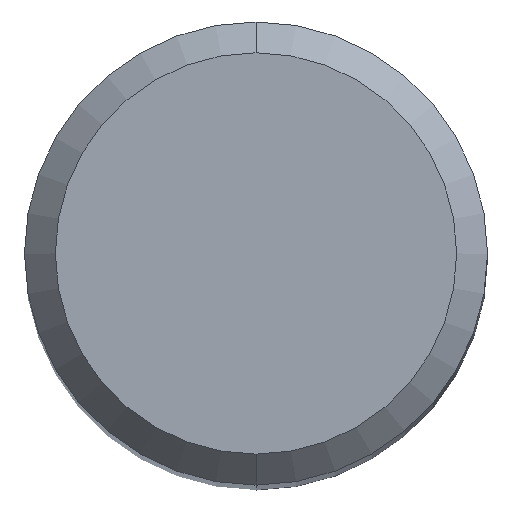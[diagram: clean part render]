
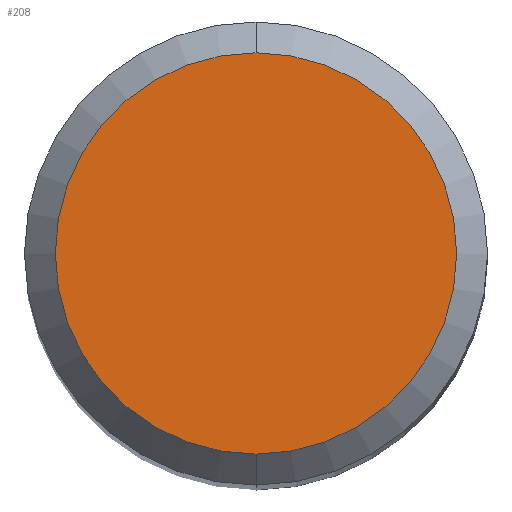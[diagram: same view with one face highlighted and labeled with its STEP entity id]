
A CAD part, top view. The second image highlights one B-rep face of the part: STEP entity #208.
In plain terms, the highlighted planar face has unit normal (0, 0, 1).
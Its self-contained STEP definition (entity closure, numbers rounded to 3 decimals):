
#134=VERTEX_POINT('',#302);
#204=EDGE_CURVE('',#134,#236,#382,.T.);
#208=ADVANCED_FACE('',(#386),#387,.T.);
#216=EDGE_CURVE('',#236,#134,#395,.T.);
#236=VERTEX_POINT('',#416);
#302=CARTESIAN_POINT('',(0.0,2.6,0.0));
#382=CIRCLE('',#588,2.6);
#386=FACE_OUTER_BOUND('',#591,.T.);
#387=PLANE('',#592);
#395=CIRCLE('',#604,2.6);
#416=CARTESIAN_POINT('',(0.,-2.6,0.0));
#588=AXIS2_PLACEMENT_3D('',#803,#804,#805);
#591=EDGE_LOOP('',(#808,#809));
#592=AXIS2_PLACEMENT_3D('',#810,#811,#812);
#604=AXIS2_PLACEMENT_3D('',#817,#818,#819);
#803=CARTESIAN_POINT('',(0.0,0.0,0.0));
#804=DIRECTION('',(0.0,0.0,-1.0));
#805=DIRECTION('',(0.0,1.0,0.0));
#808=ORIENTED_EDGE('',*,*,#204,.F.);
#809=ORIENTED_EDGE('',*,*,#216,.F.);
#810=CARTESIAN_POINT('',(0.0,1.3,0.0));
#811=DIRECTION('',(-0.0,0.0,1.0));
#812=DIRECTION('',(0.0,-1.0,0.0));
#817=CARTESIAN_POINT('',(0.0,0.0,0.0));
#818=DIRECTION('',(0.0,0.0,-1.0));
#819=DIRECTION('',(0.0,1.0,0.0));
